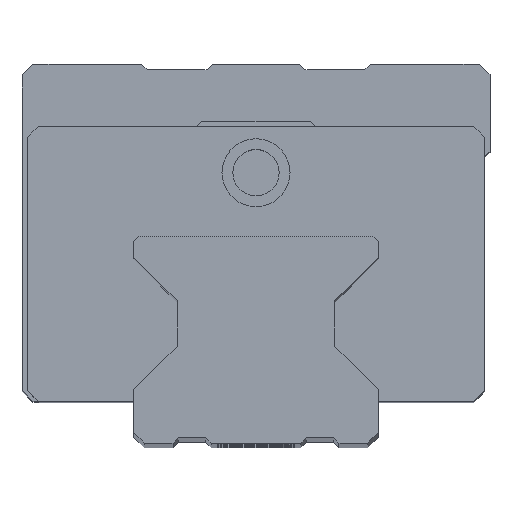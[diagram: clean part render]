
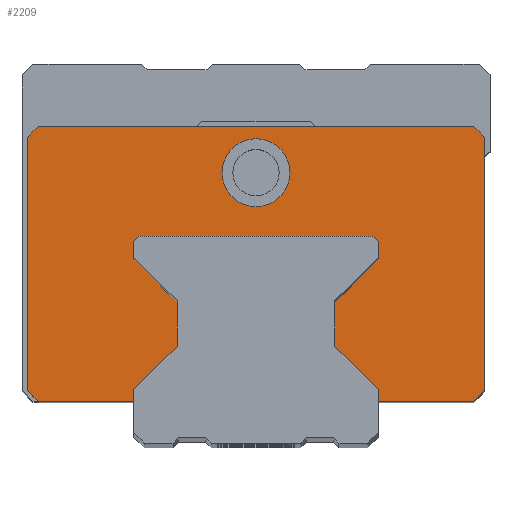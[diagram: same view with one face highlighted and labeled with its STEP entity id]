
A CAD part, top view. The second image highlights one B-rep face of the part: STEP entity #2209.
In plain terms, the highlighted planar face has unit normal (0, 0, 1).
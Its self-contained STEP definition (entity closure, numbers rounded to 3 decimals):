
#313=DIRECTION('',(-1.,0.,0.));
#314=VECTOR('',#313,80.);
#315=CARTESIAN_POINT('',(40.,58.5,76.6));
#316=LINE('',#315,#314);
#337=DIRECTION('',(-0.707,0.707,0.));
#338=VECTOR('',#337,2.828);
#339=CARTESIAN_POINT('',(42.,56.5,76.6));
#340=LINE('',#339,#338);
#341=DIRECTION('',(0.,1.,0.));
#342=VECTOR('',#341,46.5);
#343=CARTESIAN_POINT('',(42.,10.,76.6));
#344=LINE('',#343,#342);
#345=DIRECTION('',(0.707,0.707,0.));
#346=VECTOR('',#345,2.828);
#347=CARTESIAN_POINT('',(40.,8.,76.6));
#348=LINE('',#347,#346);
#349=DIRECTION('',(1.,0.,0.));
#350=VECTOR('',#349,17.5);
#351=CARTESIAN_POINT('',(22.5,8.,76.6));
#352=LINE('',#351,#350);
#353=DIRECTION('',(0.,-1.,0.));
#354=VECTOR('',#353,1.796);
#355=CARTESIAN_POINT('',(22.5,9.796,76.6));
#356=LINE('',#355,#354);
#357=DIRECTION('',(0.707,-0.707,0.));
#358=VECTOR('',#357,11.314);
#359=CARTESIAN_POINT('',(14.5,17.796,76.6));
#360=LINE('',#359,#358);
#361=DIRECTION('',(0.,-1.,0.));
#362=VECTOR('',#361,8.407);
#363=CARTESIAN_POINT('',(14.5,26.204,76.6));
#364=LINE('',#363,#362);
#365=DIRECTION('',(-0.707,-0.707,0.));
#366=VECTOR('',#365,11.314);
#367=CARTESIAN_POINT('',(22.5,34.204,76.6));
#368=LINE('',#367,#366);
#369=DIRECTION('',(0.,-1.,0.));
#370=VECTOR('',#369,2.796);
#371=CARTESIAN_POINT('',(22.5,37.,76.6));
#372=LINE('',#371,#370);
#373=DIRECTION('',(0.707,-0.707,0.));
#374=VECTOR('',#373,1.414);
#375=CARTESIAN_POINT('',(21.5,38.,76.6));
#376=LINE('',#375,#374);
#377=DIRECTION('',(1.,0.,0.));
#378=VECTOR('',#377,43.);
#379=CARTESIAN_POINT('',(-21.5,38.,76.6));
#380=LINE('',#379,#378);
#381=DIRECTION('',(0.707,0.707,0.));
#382=VECTOR('',#381,1.414);
#383=CARTESIAN_POINT('',(-22.5,37.,76.6));
#384=LINE('',#383,#382);
#385=DIRECTION('',(0.,1.,0.));
#386=VECTOR('',#385,2.796);
#387=CARTESIAN_POINT('',(-22.5,34.204,76.6));
#388=LINE('',#387,#386);
#389=DIRECTION('',(-0.707,0.707,0.));
#390=VECTOR('',#389,11.314);
#391=CARTESIAN_POINT('',(-14.5,26.204,76.6));
#392=LINE('',#391,#390);
#393=DIRECTION('',(0.,1.,0.));
#394=VECTOR('',#393,8.407);
#395=CARTESIAN_POINT('',(-14.5,17.796,76.6));
#396=LINE('',#395,#394);
#397=DIRECTION('',(0.707,0.707,0.));
#398=VECTOR('',#397,11.314);
#399=CARTESIAN_POINT('',(-22.5,9.796,76.6));
#400=LINE('',#399,#398);
#401=DIRECTION('',(0.,1.,0.));
#402=VECTOR('',#401,1.796);
#403=CARTESIAN_POINT('',(-22.5,8.,76.6));
#404=LINE('',#403,#402);
#405=DIRECTION('',(1.,0.,0.));
#406=VECTOR('',#405,17.5);
#407=CARTESIAN_POINT('',(-40.,8.,76.6));
#408=LINE('',#407,#406);
#409=DIRECTION('',(0.707,-0.707,0.));
#410=VECTOR('',#409,2.828);
#411=CARTESIAN_POINT('',(-42.,10.,76.6));
#412=LINE('',#411,#410);
#413=DIRECTION('',(0.,-1.,0.));
#414=VECTOR('',#413,46.5);
#415=CARTESIAN_POINT('',(-42.,56.5,76.6));
#416=LINE('',#415,#414);
#417=DIRECTION('',(-0.707,-0.707,0.));
#418=VECTOR('',#417,2.828);
#419=CARTESIAN_POINT('',(-40.,58.5,76.6));
#420=LINE('',#419,#418);
#421=CARTESIAN_POINT('',(0.,50.,76.6));
#422=DIRECTION('',(0.,0.,-1.));
#423=DIRECTION('',(-1.,0.,0.));
#424=AXIS2_PLACEMENT_3D('',#421,#422,#423);
#426=CARTESIAN_POINT('',(0.,50.,76.6));
#427=DIRECTION('',(0.,0.,-1.));
#428=DIRECTION('',(1.,0.,0.));
#429=AXIS2_PLACEMENT_3D('',#426,#427,#428);
#1413=CARTESIAN_POINT('',(-40.,8.,76.6));
#1414=CARTESIAN_POINT('',(-22.5,8.,76.6));
#1415=VERTEX_POINT('',#1413);
#1416=VERTEX_POINT('',#1414);
#1417=CARTESIAN_POINT('',(-22.5,9.796,76.6));
#1418=VERTEX_POINT('',#1417);
#1419=CARTESIAN_POINT('',(-14.5,17.796,76.6));
#1420=VERTEX_POINT('',#1419);
#1421=CARTESIAN_POINT('',(-14.5,26.204,76.6));
#1422=VERTEX_POINT('',#1421);
#1423=CARTESIAN_POINT('',(-22.5,34.204,76.6));
#1424=VERTEX_POINT('',#1423);
#1425=CARTESIAN_POINT('',(-22.5,37.,76.6));
#1426=VERTEX_POINT('',#1425);
#1427=CARTESIAN_POINT('',(-21.5,38.,76.6));
#1428=VERTEX_POINT('',#1427);
#1429=CARTESIAN_POINT('',(21.5,38.,76.6));
#1430=VERTEX_POINT('',#1429);
#1431=CARTESIAN_POINT('',(22.5,37.,76.6));
#1432=VERTEX_POINT('',#1431);
#1433=CARTESIAN_POINT('',(22.5,34.204,76.6));
#1434=VERTEX_POINT('',#1433);
#1435=CARTESIAN_POINT('',(14.5,26.204,76.6));
#1436=VERTEX_POINT('',#1435);
#1437=CARTESIAN_POINT('',(14.5,17.796,76.6));
#1438=VERTEX_POINT('',#1437);
#1439=CARTESIAN_POINT('',(22.5,9.796,76.6));
#1440=VERTEX_POINT('',#1439);
#1441=CARTESIAN_POINT('',(22.5,8.,76.6));
#1442=VERTEX_POINT('',#1441);
#1443=CARTESIAN_POINT('',(40.,8.,76.6));
#1444=VERTEX_POINT('',#1443);
#1445=CARTESIAN_POINT('',(42.,10.,76.6));
#1446=VERTEX_POINT('',#1445);
#1447=CARTESIAN_POINT('',(42.,56.5,76.6));
#1448=VERTEX_POINT('',#1447);
#1449=CARTESIAN_POINT('',(40.,58.5,76.6));
#1450=VERTEX_POINT('',#1449);
#1451=CARTESIAN_POINT('',(-40.,58.5,76.6));
#1452=CARTESIAN_POINT('',(-42.,56.5,76.6));
#1453=VERTEX_POINT('',#1451);
#1454=VERTEX_POINT('',#1452);
#1455=CARTESIAN_POINT('',(-42.,10.,76.6));
#1456=VERTEX_POINT('',#1455);
#1613=CARTESIAN_POINT('',(-6.25,50.,76.6));
#1614=CARTESIAN_POINT('',(6.25,50.,76.6));
#1615=VERTEX_POINT('',#1613);
#1616=VERTEX_POINT('',#1614);
#2171=CARTESIAN_POINT('',(0.,0.,76.6));
#2172=DIRECTION('',(0.,0.,1.));
#2173=DIRECTION('',(1.,0.,0.));
#2174=AXIS2_PLACEMENT_3D('',#2171,#2172,#2173);
#2175=PLANE('',#2174);
#2176=ORIENTED_EDGE('',*,*,#2134,.F.);
#2177=ORIENTED_EDGE('',*,*,#2122,.F.);
#2178=ORIENTED_EDGE('',*,*,#1768,.F.);
#2179=ORIENTED_EDGE('',*,*,#1803,.F.);
#2180=ORIENTED_EDGE('',*,*,#1818,.F.);
#2181=ORIENTED_EDGE('',*,*,#1833,.F.);
#2182=ORIENTED_EDGE('',*,*,#1848,.F.);
#2183=ORIENTED_EDGE('',*,*,#1863,.F.);
#2184=ORIENTED_EDGE('',*,*,#1878,.F.);
#2185=ORIENTED_EDGE('',*,*,#1893,.F.);
#2186=ORIENTED_EDGE('',*,*,#1908,.F.);
#2187=ORIENTED_EDGE('',*,*,#1923,.F.);
#2188=ORIENTED_EDGE('',*,*,#1938,.F.);
#2189=ORIENTED_EDGE('',*,*,#1953,.F.);
#2190=ORIENTED_EDGE('',*,*,#1968,.F.);
#2191=ORIENTED_EDGE('',*,*,#1983,.F.);
#2192=ORIENTED_EDGE('',*,*,#1998,.F.);
#2193=ORIENTED_EDGE('',*,*,#2013,.F.);
#2194=ORIENTED_EDGE('',*,*,#2030,.F.);
#2196=ORIENTED_EDGE('',*,*,#2195,.F.);
#2198=ORIENTED_EDGE('',*,*,#2197,.F.);
#2200=ORIENTED_EDGE('',*,*,#2199,.F.);
#2201=EDGE_LOOP('',(#2176,#2177,#2178,#2179,#2180,#2181,#2182,#2183,#2184,#2185,
#2186,#2187,#2188,#2189,#2190,#2191,#2192,#2193,#2194,#2196,#2198,#2200));
#2202=FACE_OUTER_BOUND('',#2201,.F.);
#2204=ORIENTED_EDGE('',*,*,#2203,.F.);
#2206=ORIENTED_EDGE('',*,*,#2205,.F.);
#2207=EDGE_LOOP('',(#2204,#2206));
#2208=FACE_BOUND('',#2207,.F.);
#2209=ADVANCED_FACE('',(#2202,#2208),#2175,.T.);
#425=CIRCLE('',#424,6.25);
#430=CIRCLE('',#429,6.25);
#1768=EDGE_CURVE('',#1446,#1448,#344,.T.);
#1803=EDGE_CURVE('',#1444,#1446,#348,.T.);
#1818=EDGE_CURVE('',#1442,#1444,#352,.T.);
#1833=EDGE_CURVE('',#1440,#1442,#356,.T.);
#1848=EDGE_CURVE('',#1438,#1440,#360,.T.);
#1863=EDGE_CURVE('',#1436,#1438,#364,.T.);
#1878=EDGE_CURVE('',#1434,#1436,#368,.T.);
#1893=EDGE_CURVE('',#1432,#1434,#372,.T.);
#1908=EDGE_CURVE('',#1430,#1432,#376,.T.);
#1923=EDGE_CURVE('',#1428,#1430,#380,.T.);
#1938=EDGE_CURVE('',#1426,#1428,#384,.T.);
#1953=EDGE_CURVE('',#1424,#1426,#388,.T.);
#1968=EDGE_CURVE('',#1422,#1424,#392,.T.);
#1983=EDGE_CURVE('',#1420,#1422,#396,.T.);
#1998=EDGE_CURVE('',#1418,#1420,#400,.T.);
#2013=EDGE_CURVE('',#1416,#1418,#404,.T.);
#2030=EDGE_CURVE('',#1415,#1416,#408,.T.);
#2122=EDGE_CURVE('',#1448,#1450,#340,.T.);
#2134=EDGE_CURVE('',#1450,#1453,#316,.T.);
#2195=EDGE_CURVE('',#1456,#1415,#412,.T.);
#2197=EDGE_CURVE('',#1454,#1456,#416,.T.);
#2199=EDGE_CURVE('',#1453,#1454,#420,.T.);
#2203=EDGE_CURVE('',#1615,#1616,#425,.T.);
#2205=EDGE_CURVE('',#1616,#1615,#430,.T.);
